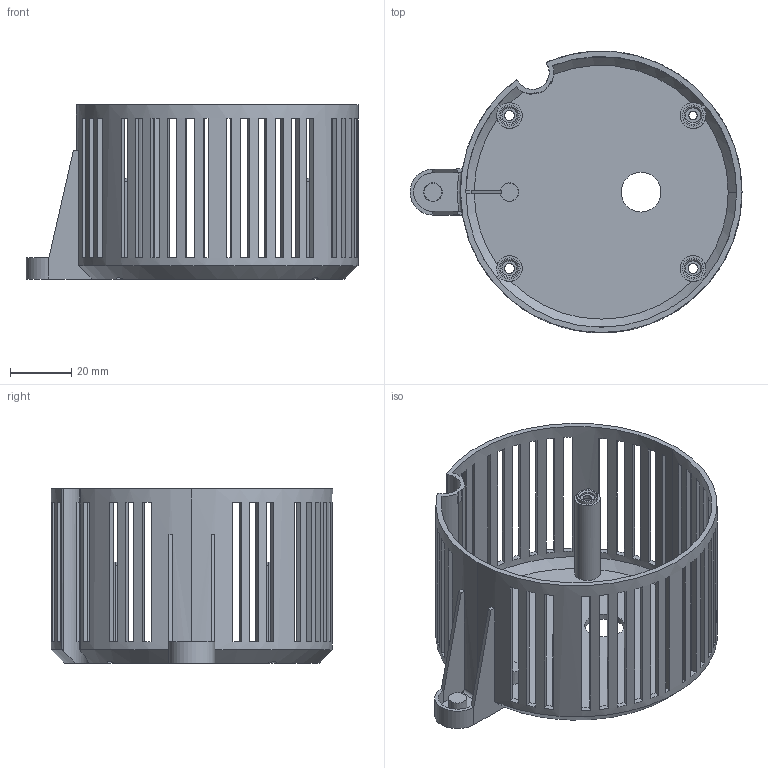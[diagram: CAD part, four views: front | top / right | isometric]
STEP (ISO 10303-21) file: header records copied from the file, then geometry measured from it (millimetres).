
FILE_DESCRIPTION (( 'STEP AP214' ), '1' );
FILE_NAME ('Cover_bottom.STEP', '2019-03-18T15:46:10', ( '' ), ( '' ), 'SwSTEP 2.0', 'SolidWorks 2017', '' );
FILE_SCHEMA (( 'AUTOMOTIVE_DESIGN' ));
Length unit declared in the file: millimetre
Products named in the file (1): Cover_bottom
Bounding box: 108.5 x 91.9 x 56.9 mm (x, y, z)
Volume: 35455.8 mm3; surface area: 49472 mm2
Topology: 1 solids, 1 shells, 301 faces, 849 edges, 560 vertices
Faces by surface type: plane 209, cylinder 69, cone 22, torus 1
Entity records: 10242 total; most frequent: CARTESIAN_POINT 1976, DIRECTION 1756, ORIENTED_EDGE 1698, EDGE_CURVE 849, AXIS2_PLACEMENT_3D 644, VERTEX_POINT 560, VECTOR 468, LINE 468
